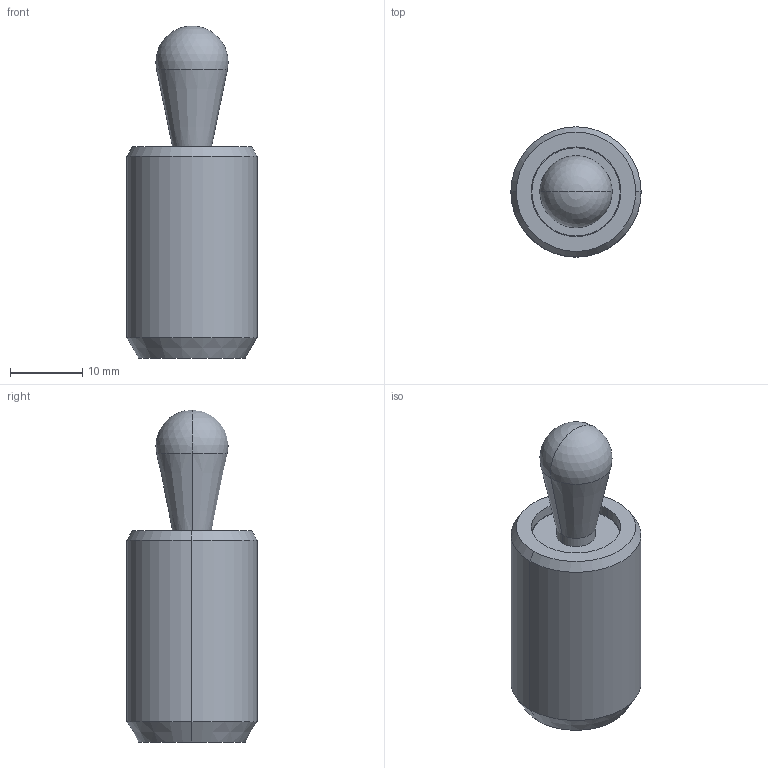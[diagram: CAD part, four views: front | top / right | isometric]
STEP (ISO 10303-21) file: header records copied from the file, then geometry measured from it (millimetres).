
FILE_DESCRIPTION(('STEP AP214'),'1');
FILE_NAME(' ',' ',('TraceParts'),('TraceParts S.A.'),'XStep 1.0',' ',' ');
FILE_SCHEMA(('automotive_design'));
Length unit declared in the file: millimetre
Products named in the file (2): 1; 2
Bounding box: 18 x 18 x 45.9 mm (x, y, z)
Volume: 4295.8 mm3; surface area: 3983.6 mm2
Topology: 2 solids, 2 shells, 24 faces, 46 edges, 27 vertices
Faces by surface type: cylinder 10, cone 6, plane 6, sphere 2
Entity records: 1194 total; most frequent: DIRECTION 124, STYLED_ITEM 97, PRESENTATION_STYLE_ASSIGNMENT 97, CARTESIAN_POINT 97, COLOUR_RGB 97, ORIENTED_EDGE 88, AXIS2_PLACEMENT_3D 54, EDGE_CURVE 44
